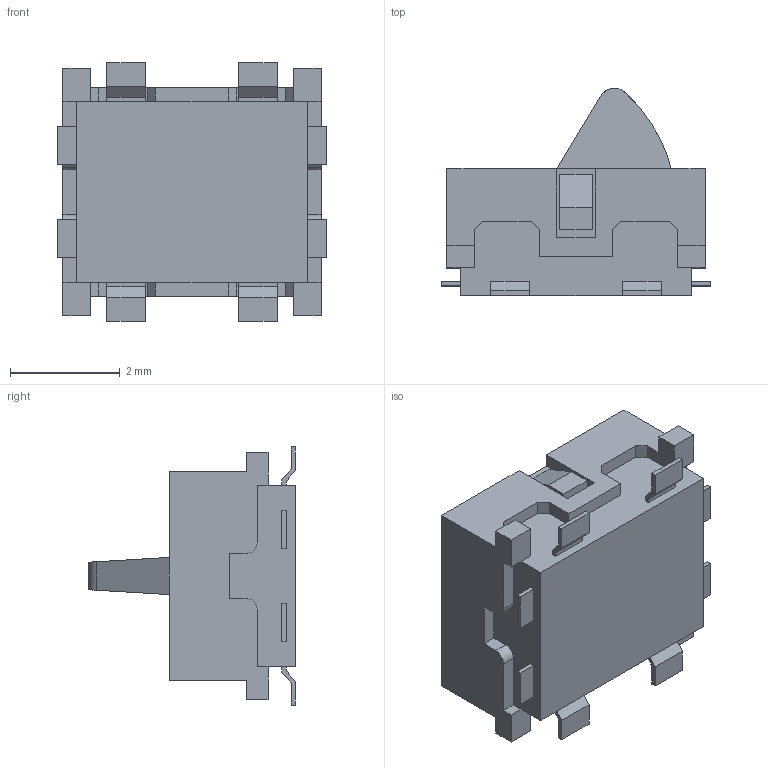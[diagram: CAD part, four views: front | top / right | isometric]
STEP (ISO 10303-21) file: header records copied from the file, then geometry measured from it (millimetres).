
FILE_DESCRIPTION( ( 'STEP AP203' ), '1' );
FILE_NAME( 'HDT0004.stp', '2019-08-31T17:25:50', ( '' ), ( '' ), ' ', 'PARTsolutions', ' ' );
FILE_SCHEMA( ( 'CONFIG_CONTROL_DESIGN' ) );
Length unit declared in the file: millimetre
Products named in the file (2): HDT0004; 1
Assembly tree (1 placements, depth 2):
  HDT0004
    1
Bounding box: 4.9 x 3.77 x 4.7 mm (x, y, z)
Volume: 38.6 mm3; surface area: 94.5 mm2
Topology: 1 solids, 1 shells, 146 faces, 392 edges, 260 vertices
Faces by surface type: plane 140, cylinder 6
Entity records: 4577 total; most frequent: CARTESIAN_POINT 834, ORIENTED_EDGE 784, DIRECTION 692, EDGE_CURVE 392, LINE 380, VECTOR 380, VERTEX_POINT 260, EDGE_LOOP 158
